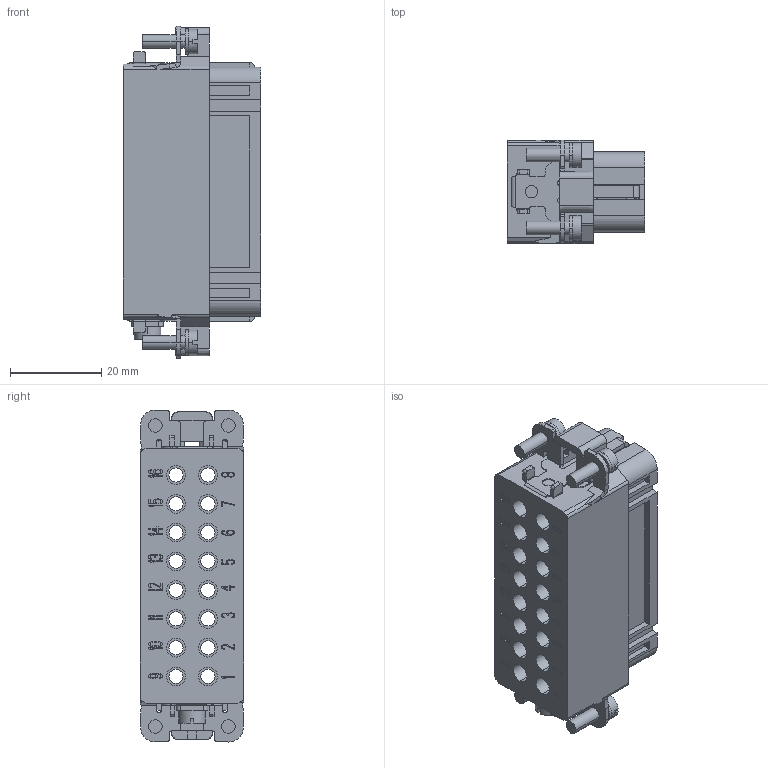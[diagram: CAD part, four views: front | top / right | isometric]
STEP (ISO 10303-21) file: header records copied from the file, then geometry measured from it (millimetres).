
FILE_DESCRIPTION((''),'2;1');
FILE_NAME('01','2017-06-29T',('tl.yang'),(''),'PRO/ENGINEER BY PARAMETRIC TECHNOLOGY CORPORATION, 2011500','PRO/ENGINEER BY PARAMETRIC TECHNOLOGY CORPORATION, 2011500','');
FILE_SCHEMA(('CONFIG_CONTROL_DESIGN'));
Products named in the file (1): 01
Bounding box: 30.21 x 22.6 x 72.8 mm (x, y, z)
Volume: 28125.7 mm3; surface area: 16347.2 mm2
Topology: 1 solids, 1 shells, 2000 faces, 5582 edges, 3669 vertices
Faces by surface type: plane 1707, cylinder 237, cone 36, bspline 20
Entity records: 64001 total; most frequent: CARTESIAN_POINT 12189, ORIENTED_EDGE 11164, DIRECTION 9986, EDGE_CURVE 5582, VECTOR 4984, LINE 4984, VERTEX_POINT 3669, AXIS2_PLACEMENT_3D 2501
